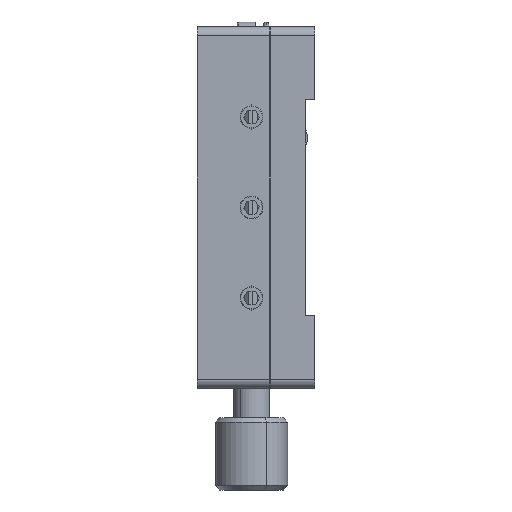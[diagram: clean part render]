
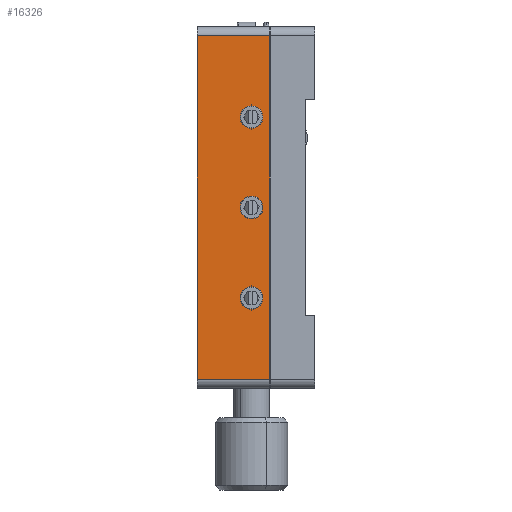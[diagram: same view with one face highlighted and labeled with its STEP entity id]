
A CAD part, left-side view. The second image highlights one B-rep face of the part: STEP entity #16326.
In plain terms, the highlighted planar face has unit normal (-1, 0, 0).
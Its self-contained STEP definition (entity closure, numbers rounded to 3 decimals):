
#260 = CARTESIAN_POINT ( 'NONE',  ( -20., 12., -19. ) ) ;
#434 = CARTESIAN_POINT ( 'NONE',  ( -20., 4., -19. ) ) ;
#541 = CIRCLE ( 'NONE', #16894, 1.25 ) ;
#571 = CARTESIAN_POINT ( 'NONE',  ( -20., 4., -20. ) ) ;
#778 = DIRECTION ( 'NONE',  ( 0., 0., 1. ) ) ;
#804 = EDGE_CURVE ( 'NONE', #17280, #11503, #15084, .T. ) ;
#1204 = CARTESIAN_POINT ( 'NONE',  ( -20., 6., 10. ) ) ;
#1232 = VERTEX_POINT ( 'NONE', #15390 ) ;
#1248 = CARTESIAN_POINT ( 'NONE',  ( -20., 6., 0. ) ) ;
#1625 = EDGE_CURVE ( 'NONE', #9163, #17280, #16550, .T. ) ;
#1719 = CARTESIAN_POINT ( 'NONE',  ( -20., 6., -10. ) ) ;
#1813 = FACE_BOUND ( 'NONE', #4501, .T. ) ;
#2642 = EDGE_CURVE ( 'NONE', #15453, #8022, #3478, .T. ) ;
#2770 = DIRECTION ( 'NONE',  ( 0., 0., 1. ) ) ;
#3280 = CARTESIAN_POINT ( 'NONE',  ( -20., 12., 19. ) ) ;
#3286 = DIRECTION ( 'NONE',  ( 0., 0., 1. ) ) ;
#3478 = CIRCLE ( 'NONE', #18613, 1.25 ) ;
#3698 = CARTESIAN_POINT ( 'NONE',  ( -20., 12., -20. ) ) ;
#4020 = PLANE ( 'NONE',  #6447 ) ;
#4191 = ORIENTED_EDGE ( 'NONE', *, *, #14039, .F. ) ;
#4297 = DIRECTION ( 'NONE',  ( -1., 0., 0. ) ) ;
#4501 = EDGE_LOOP ( 'NONE', ( #6154, #5906 ) ) ;
#4819 = CARTESIAN_POINT ( 'NONE',  ( -20., 6., 1.25 ) ) ;
#4866 = CARTESIAN_POINT ( 'NONE',  ( -20., 6., 11.25 ) ) ;
#5493 = FACE_BOUND ( 'NONE', #7521, .T. ) ;
#5906 = ORIENTED_EDGE ( 'NONE', *, *, #17077, .F. ) ;
#5958 = ORIENTED_EDGE ( 'NONE', *, *, #14837, .F. ) ;
#6154 = ORIENTED_EDGE ( 'NONE', *, *, #19072, .F. ) ;
#6311 = DIRECTION ( 'NONE',  ( 0., 1., 0. ) ) ;
#6339 = CARTESIAN_POINT ( 'NONE',  ( -20., 6., 8.75 ) ) ;
#6447 = AXIS2_PLACEMENT_3D ( 'NONE', #11899, #18184, #15055 ) ;
#6505 = FACE_BOUND ( 'NONE', #17072, .T. ) ;
#6580 = CARTESIAN_POINT ( 'NONE',  ( -20., 6., 0. ) ) ;
#6641 = VERTEX_POINT ( 'NONE', #6339 ) ;
#6936 = EDGE_CURVE ( 'NONE', #8022, #15453, #16346, .T. ) ;
#7521 = EDGE_LOOP ( 'NONE', ( #4191, #5958 ) ) ;
#8022 = VERTEX_POINT ( 'NONE', #16046 ) ;
#8458 = VECTOR ( 'NONE', #11354, 1000. ) ;
#9163 = VERTEX_POINT ( 'NONE', #434 ) ;
#9175 = DIRECTION ( 'NONE',  ( -1., 0., 0. ) ) ;
#9446 = LINE ( 'NONE', #260, #8458 ) ;
#9886 = CARTESIAN_POINT ( 'NONE',  ( -20., 12., 19. ) ) ;
#10193 = FACE_OUTER_BOUND ( 'NONE', #18485, .T. ) ;
#10208 = DIRECTION ( 'NONE',  ( -1., 0., 0. ) ) ;
#10319 = ORIENTED_EDGE ( 'NONE', *, *, #804, .T. ) ;
#11354 = DIRECTION ( 'NONE',  ( 0., -1., 0. ) ) ;
#11503 = VERTEX_POINT ( 'NONE', #9886 ) ;
#11630 = CARTESIAN_POINT ( 'NONE',  ( -20., 4., 19. ) ) ;
#11690 = AXIS2_PLACEMENT_3D ( 'NONE', #1204, #12231, #2770 ) ;
#11855 = VECTOR ( 'NONE', #17890, 1000. ) ;
#11899 = CARTESIAN_POINT ( 'NONE',  ( -20., 12., -20. ) ) ;
#12231 = DIRECTION ( 'NONE',  ( -1., 0., 0. ) ) ;
#12369 = CIRCLE ( 'NONE', #17092, 1.25 ) ;
#12746 = DIRECTION ( 'NONE',  ( -1., 0., 0. ) ) ;
#12787 = CARTESIAN_POINT ( 'NONE',  ( -20., 6., -8.75 ) ) ;
#13357 = EDGE_CURVE ( 'NONE', #1232, #9163, #9446, .T. ) ;
#13519 = ORIENTED_EDGE ( 'NONE', *, *, #2642, .F. ) ;
#13731 = CARTESIAN_POINT ( 'NONE',  ( -20., 6., -10. ) ) ;
#13970 = ORIENTED_EDGE ( 'NONE', *, *, #18840, .F. ) ;
#14039 = EDGE_CURVE ( 'NONE', #16065, #6641, #12369, .T. ) ;
#14294 = CARTESIAN_POINT ( 'NONE',  ( -20., 6., -11.25 ) ) ;
#14405 = DIRECTION ( 'NONE',  ( -1., 0., 0. ) ) ;
#14837 = EDGE_CURVE ( 'NONE', #6641, #16065, #19035, .T. ) ;
#15055 = DIRECTION ( 'NONE',  ( 0., -1., 0. ) ) ;
#15084 = LINE ( 'NONE', #3280, #19317 ) ;
#15351 = DIRECTION ( 'NONE',  ( 0., 0., 1. ) ) ;
#15390 = CARTESIAN_POINT ( 'NONE',  ( -20., 12., -19. ) ) ;
#15453 = VERTEX_POINT ( 'NONE', #4819 ) ;
#15754 = CIRCLE ( 'NONE', #15860, 1.25 ) ;
#15860 = AXIS2_PLACEMENT_3D ( 'NONE', #13731, #4297, #15351 ) ;
#16024 = AXIS2_PLACEMENT_3D ( 'NONE', #1248, #9175, #18631 ) ;
#16046 = CARTESIAN_POINT ( 'NONE',  ( -20., 6., -1.25 ) ) ;
#16065 = VERTEX_POINT ( 'NONE', #4866 ) ;
#16326 = ADVANCED_FACE ( 'NONE', ( #1813, #5493, #6505, #10193 ), #4020, .F. ) ;
#16342 = DIRECTION ( 'NONE',  ( 0., 0., 1. ) ) ;
#16346 = CIRCLE ( 'NONE', #16024, 1.25 ) ;
#16550 = LINE ( 'NONE', #571, #11855 ) ;
#16894 = AXIS2_PLACEMENT_3D ( 'NONE', #1719, #12746, #3286 ) ;
#17072 = EDGE_LOOP ( 'NONE', ( #13519, #18222 ) ) ;
#17077 = EDGE_CURVE ( 'NONE', #19447, #20003, #541, .T. ) ;
#17092 = AXIS2_PLACEMENT_3D ( 'NONE', #19696, #10208, #778 ) ;
#17263 = ORIENTED_EDGE ( 'NONE', *, *, #13357, .T. ) ;
#17280 = VERTEX_POINT ( 'NONE', #11630 ) ;
#17890 = DIRECTION ( 'NONE',  ( 0., 0., 1. ) ) ;
#18184 = DIRECTION ( 'NONE',  ( 1., 0., 0. ) ) ;
#18222 = ORIENTED_EDGE ( 'NONE', *, *, #6936, .F. ) ;
#18445 = ORIENTED_EDGE ( 'NONE', *, *, #1625, .T. ) ;
#18485 = EDGE_LOOP ( 'NONE', ( #18445, #10319, #13970, #17263 ) ) ;
#18613 = AXIS2_PLACEMENT_3D ( 'NONE', #6580, #14405, #19153 ) ;
#18631 = DIRECTION ( 'NONE',  ( 0., 0., 1. ) ) ;
#18741 = VECTOR ( 'NONE', #16342, 1000. ) ;
#18840 = EDGE_CURVE ( 'NONE', #1232, #11503, #19750, .T. ) ;
#19035 = CIRCLE ( 'NONE', #11690, 1.25 ) ;
#19072 = EDGE_CURVE ( 'NONE', #20003, #19447, #15754, .T. ) ;
#19153 = DIRECTION ( 'NONE',  ( 0., 0., 1. ) ) ;
#19317 = VECTOR ( 'NONE', #6311, 1000. ) ;
#19447 = VERTEX_POINT ( 'NONE', #14294 ) ;
#19696 = CARTESIAN_POINT ( 'NONE',  ( -20., 6., 10. ) ) ;
#19750 = LINE ( 'NONE', #3698, #18741 ) ;
#20003 = VERTEX_POINT ( 'NONE', #12787 ) ;
